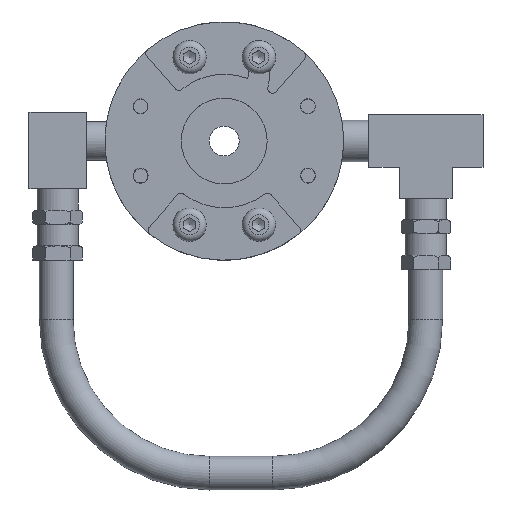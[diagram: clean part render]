
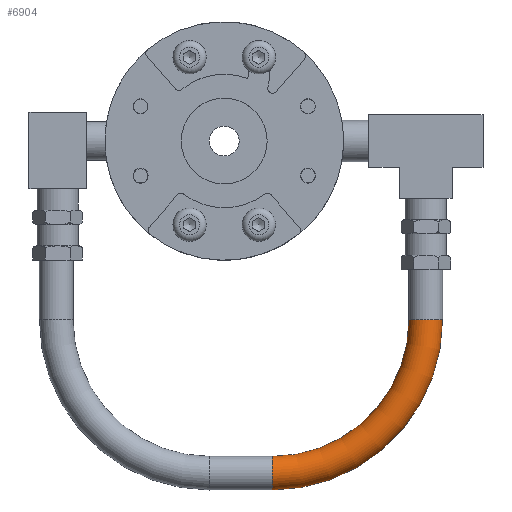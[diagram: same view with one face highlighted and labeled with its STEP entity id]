
A CAD part, top view. The second image highlights one B-rep face of the part: STEP entity #6904.
In plain terms, the highlighted toroidal (fillet/blend) face has major radius 51.064 mm and minor radius 5.588 mm.
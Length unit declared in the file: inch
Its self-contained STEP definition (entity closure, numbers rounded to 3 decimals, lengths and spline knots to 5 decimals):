
#168=TOROIDAL_SURFACE('',#7598,2.0104,0.22);
#1748=FACE_OUTER_BOUND('',#2183,.T.);
#2183=EDGE_LOOP('',(#5785,#5786,#5787,#5788,#5789,#5790));
#2622=CIRCLE('',#7599,0.22);
#2623=CIRCLE('',#7600,1.7904);
#2624=CIRCLE('',#7601,0.22);
#2625=CIRCLE('',#7602,0.22);
#2626=CIRCLE('',#7603,0.22);
#3253=VERTEX_POINT('',#12126);
#3254=VERTEX_POINT('',#12127);
#3255=VERTEX_POINT('',#12129);
#3256=VERTEX_POINT('',#12131);
#4149=EDGE_CURVE('',#3253,#3254,#2622,.T.);
#4150=EDGE_CURVE('',#3254,#3255,#2623,.T.);
#4151=EDGE_CURVE('',#3256,#3255,#2624,.T.);
#4152=EDGE_CURVE('',#3255,#3256,#2625,.T.);
#4153=EDGE_CURVE('',#3254,#3253,#2626,.T.);
#5785=ORIENTED_EDGE('',*,*,#4149,.T.);
#5786=ORIENTED_EDGE('',*,*,#4150,.T.);
#5787=ORIENTED_EDGE('',*,*,#4151,.F.);
#5788=ORIENTED_EDGE('',*,*,#4152,.F.);
#5789=ORIENTED_EDGE('',*,*,#4150,.F.);
#5790=ORIENTED_EDGE('',*,*,#4153,.T.);
#6904=ADVANCED_FACE('',(#1748),#168,.T.);
#7598=AXIS2_PLACEMENT_3D('',#12125,#9226,#9227);
#7599=AXIS2_PLACEMENT_3D('',#12128,#9228,#9229);
#7600=AXIS2_PLACEMENT_3D('',#12130,#9230,#9231);
#7601=AXIS2_PLACEMENT_3D('',#12132,#9232,#9233);
#7602=AXIS2_PLACEMENT_3D('',#12133,#9234,#9235);
#7603=AXIS2_PLACEMENT_3D('',#12134,#9236,#9237);
#9226=DIRECTION('center_axis',(0.,0.,
-1.));
#9227=DIRECTION('ref_axis',(0.,-1.,0.));
#9228=DIRECTION('center_axis',(1.,0.,
0.));
#9229=DIRECTION('ref_axis',(0.,1.,0.));
#9230=DIRECTION('center_axis',(0.,0.,
1.));
#9231=DIRECTION('ref_axis',(0.,-1.,0.));
#9232=DIRECTION('center_axis',(0.,1.,0.));
#9233=DIRECTION('ref_axis',(-1.,0.,0.));
#9234=DIRECTION('center_axis',(0.,1.,0.));
#9235=DIRECTION('ref_axis',(-1.,0.,0.));
#9236=DIRECTION('center_axis',(1.,0.,
0.));
#9237=DIRECTION('ref_axis',(0.,1.,0.));
#12125=CARTESIAN_POINT('Origin',(-1.29828,0.78105,-0.18756));
#12126=CARTESIAN_POINT('',(-1.29828,-1.44935,-0.18756));
#12127=CARTESIAN_POINT('',(-1.29828,-1.00935,-0.18756));
#12128=CARTESIAN_POINT('Origin',(-1.29828,-1.22935,-0.18756));
#12129=CARTESIAN_POINT('',(0.49212,0.78105,-0.1869));
#12130=CARTESIAN_POINT('Origin',(-1.29828,0.78105,-0.18756));
#12131=CARTESIAN_POINT('',(0.93212,0.78105,-0.18674));
#12132=CARTESIAN_POINT('Origin',(0.71212,0.78105,-0.18682));
#12133=CARTESIAN_POINT('Origin',(0.71212,0.78105,-0.18682));
#12134=CARTESIAN_POINT('Origin',(-1.29828,-1.22935,-0.18756));
